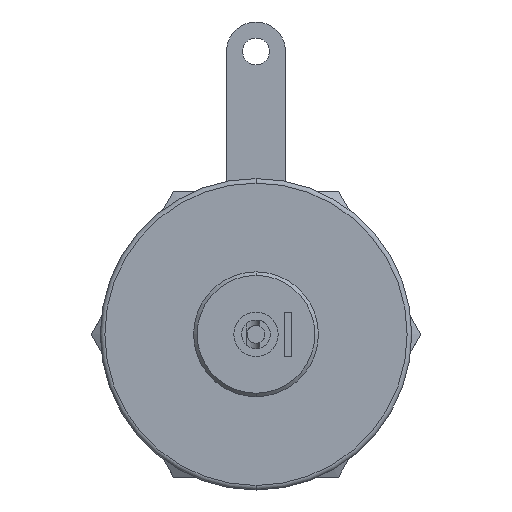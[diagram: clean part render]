
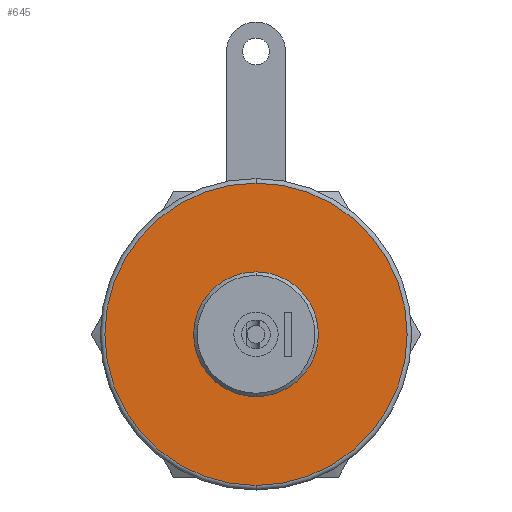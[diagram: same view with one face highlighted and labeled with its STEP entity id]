
A CAD part, left-side view. The second image highlights one B-rep face of the part: STEP entity #645.
In plain terms, the highlighted planar face has unit normal (-1, 0, 0).
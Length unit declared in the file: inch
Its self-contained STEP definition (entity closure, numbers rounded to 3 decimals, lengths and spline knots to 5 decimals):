
#645 = ADVANCED_FACE ( 'NONE', ( #12208, #18589 ), #8015, .F. ) ;
#898 = ORIENTED_EDGE ( 'NONE', *, *, #6763, .F. ) ;
#1453 = VERTEX_POINT ( 'NONE', #14184 ) ;
#2448 = CARTESIAN_POINT ( 'NONE',  ( -0.95, 0., 0. ) ) ;
#2803 = CARTESIAN_POINT ( 'NONE',  ( -0.95, 0., 0.1378 ) ) ;
#3585 = AXIS2_PLACEMENT_3D ( 'NONE', #9775, #14118, #3935 ) ;
#3653 = EDGE_LOOP ( 'NONE', ( #10356, #21659 ) ) ;
#3729 = CARTESIAN_POINT ( 'NONE',  ( -0.95, 0., 0. ) ) ;
#3935 = DIRECTION ( 'NONE',  ( 0., 0., -1. ) ) ;
#4156 = EDGE_LOOP ( 'NONE', ( #898, #18676 ) ) ;
#5216 = VERTEX_POINT ( 'NONE', #13786 ) ;
#5305 = DIRECTION ( 'NONE',  ( 1., 0., 0. ) ) ;
#5631 = CIRCLE ( 'NONE', #6071, 0.3335 ) ;
#5922 = AXIS2_PLACEMENT_3D ( 'NONE', #15276, #15542, #25448 ) ;
#6071 = AXIS2_PLACEMENT_3D ( 'NONE', #3729, #7942, #20033 ) ;
#6763 = EDGE_CURVE ( 'NONE', #5216, #23100, #11870, .T. ) ;
#6777 = AXIS2_PLACEMENT_3D ( 'NONE', #2448, #12899, #8575 ) ;
#7942 = DIRECTION ( 'NONE',  ( 1., 0., 0. ) ) ;
#8015 = PLANE ( 'NONE',  #3585 ) ;
#8575 = DIRECTION ( 'NONE',  ( 0., 0., -1. ) ) ;
#9775 = CARTESIAN_POINT ( 'NONE',  ( -0.95, 0.3335, 0. ) ) ;
#10356 = ORIENTED_EDGE ( 'NONE', *, *, #11607, .T. ) ;
#11607 = EDGE_CURVE ( 'NONE', #1453, #20088, #18463, .T. ) ;
#11870 = CIRCLE ( 'NONE', #14465, 0.3335 ) ;
#12208 = FACE_OUTER_BOUND ( 'NONE', #4156, .T. ) ;
#12899 = DIRECTION ( 'NONE',  ( 1., 0., 0. ) ) ;
#13719 = CARTESIAN_POINT ( 'NONE',  ( -0.95, 0., 0.3335 ) ) ;
#13786 = CARTESIAN_POINT ( 'NONE',  ( -0.95, 0., -0.3335 ) ) ;
#14118 = DIRECTION ( 'NONE',  ( 1., 0., 0. ) ) ;
#14184 = CARTESIAN_POINT ( 'NONE',  ( -0.95, 0., -0.1378 ) ) ;
#14465 = AXIS2_PLACEMENT_3D ( 'NONE', #15609, #5305, #25514 ) ;
#15276 = CARTESIAN_POINT ( 'NONE',  ( -0.95, 0., 0. ) ) ;
#15542 = DIRECTION ( 'NONE',  ( 1., 0., 0. ) ) ;
#15609 = CARTESIAN_POINT ( 'NONE',  ( -0.95, 0., 0. ) ) ;
#16743 = EDGE_CURVE ( 'NONE', #20088, #1453, #19374, .T. ) ;
#18463 = CIRCLE ( 'NONE', #6777, 0.1378 ) ;
#18589 = FACE_BOUND ( 'NONE', #3653, .T. ) ;
#18676 = ORIENTED_EDGE ( 'NONE', *, *, #25385, .F. ) ;
#19374 = CIRCLE ( 'NONE', #5922, 0.1378 ) ;
#20033 = DIRECTION ( 'NONE',  ( 0., 0., -1. ) ) ;
#20088 = VERTEX_POINT ( 'NONE', #2803 ) ;
#21659 = ORIENTED_EDGE ( 'NONE', *, *, #16743, .T. ) ;
#23100 = VERTEX_POINT ( 'NONE', #13719 ) ;
#25385 = EDGE_CURVE ( 'NONE', #23100, #5216, #5631, .T. ) ;
#25448 = DIRECTION ( 'NONE',  ( 0., 0., -1. ) ) ;
#25514 = DIRECTION ( 'NONE',  ( 0., 0., -1. ) ) ;
